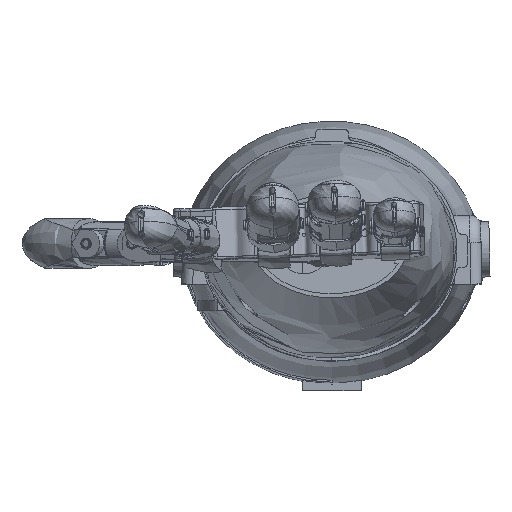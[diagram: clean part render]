
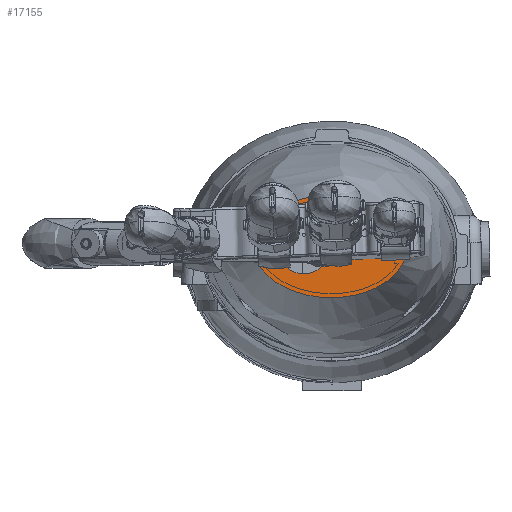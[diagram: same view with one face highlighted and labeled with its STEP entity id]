
A CAD part, top view. The second image highlights one B-rep face of the part: STEP entity #17155.
In plain terms, the highlighted planar face has unit normal (0, 0.006, 1).
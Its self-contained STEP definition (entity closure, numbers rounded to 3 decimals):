
#15511 = VERTEX_POINT('',#15512);
#15512 = CARTESIAN_POINT('',(-26.253,9.144,
    334.133));
#15520 = EDGE_CURVE('',#15511,#15511,#15521,.T.);
#15521 = ELLIPSE('',#15522,27.722,18.485);
#15522 = AXIS2_PLACEMENT_3D('',#15523,#15524,#15525);
#15523 = CARTESIAN_POINT('',(-0.682,1.718,
    334.174));
#15524 = DIRECTION('',(0.,0.006,
    1.));
#15525 = DIRECTION('',(1.,-0.02,
    0.));
#17155 = ADVANCED_FACE('',(#17156,#17159),#17170,.T.);
#17156 = FACE_BOUND('',#17157,.T.);
#17157 = EDGE_LOOP('',(#17158));
#17158 = ORIENTED_EDGE('',*,*,#15520,.T.);
#17159 = FACE_BOUND('',#17160,.T.);
#17160 = EDGE_LOOP('',(#17161));
#17161 = ORIENTED_EDGE('',*,*,#17162,.T.);
#17162 = EDGE_CURVE('',#17163,#17163,#17165,.T.);
#17163 = VERTEX_POINT('',#17164);
#17164 = CARTESIAN_POINT('',(-20.236,2.117,
    334.174));
#17165 = CIRCLE('',#17166,10.);
#17166 = AXIS2_PLACEMENT_3D('',#17167,#17168,#17169);
#17167 = CARTESIAN_POINT('',(-10.238,1.913,
    334.174));
#17168 = DIRECTION('',(0.,-0.006,
    -1.));
#17169 = DIRECTION('',(-1.,0.02,
    0.));
#17170 = PLANE('',#17171);
#17171 = AXIS2_PLACEMENT_3D('',#17172,#17173,#17174);
#17172 = CARTESIAN_POINT('',(-0.682,1.718,
    334.174));
#17173 = DIRECTION('',(0.,0.006,
    1.));
#17174 = DIRECTION('',(-1.,0.02,
    0.));
